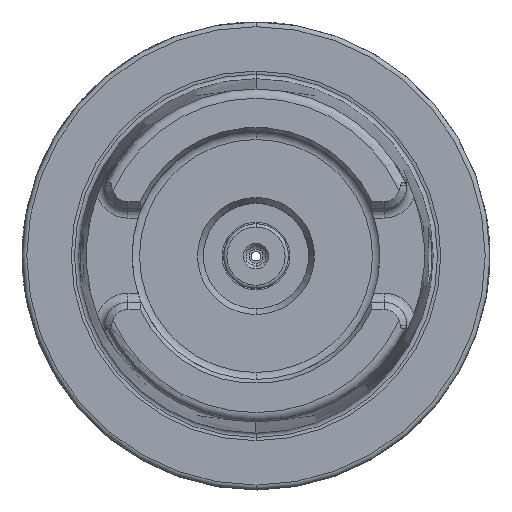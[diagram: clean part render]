
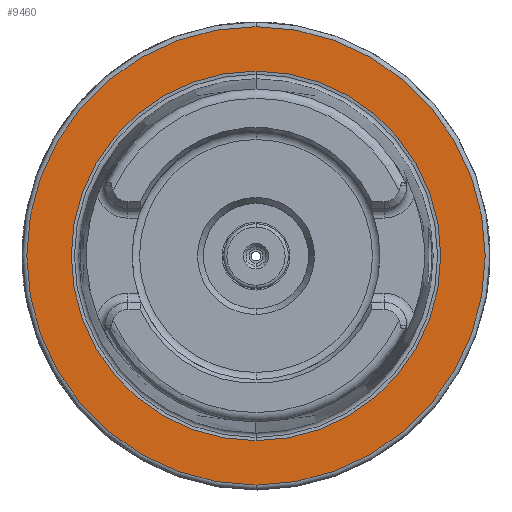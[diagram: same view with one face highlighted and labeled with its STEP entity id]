
A CAD part, top view. The second image highlights one B-rep face of the part: STEP entity #9460.
In plain terms, the highlighted planar face has unit normal (0, 0, 1).
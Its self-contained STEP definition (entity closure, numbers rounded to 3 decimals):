
#2294=CARTESIAN_POINT('',(0,0,29));
#2295=DIRECTION('',(0,0,1));
#2296=DIRECTION('',(0,1,0));
#2297=AXIS2_PLACEMENT_3D('',#2294,#2295,#2296);
#2299=CARTESIAN_POINT('',(0,0,29));
#2300=DIRECTION('',(0,0,-1));
#2301=DIRECTION('',(0,1,0));
#2302=AXIS2_PLACEMENT_3D('',#2299,#2300,#2301);
#2304=CARTESIAN_POINT('',(0,0,29));
#2305=DIRECTION('',(0,0,1));
#2306=DIRECTION('',(0,1,0));
#2307=AXIS2_PLACEMENT_3D('',#2304,#2305,#2306);
#2309=CARTESIAN_POINT('',(0,0,29));
#2310=DIRECTION('',(0,0,1));
#2311=DIRECTION('',(0,-1,0));
#2312=AXIS2_PLACEMENT_3D('',#2309,#2310,#2311);
#5737=CARTESIAN_POINT('',(0,39.499,29));
#5739=VERTEX_POINT('',#5737);
#5773=CARTESIAN_POINT('',(0,-39.499,29));
#5775=VERTEX_POINT('',#5773);
#5785=CARTESIAN_POINT('',(0,49,29));
#5786=CARTESIAN_POINT('',(0.,-49,29));
#5787=VERTEX_POINT('',#5785);
#5788=VERTEX_POINT('',#5786);
#9445=CARTESIAN_POINT('',(0,0,29));
#9446=DIRECTION('',(0,0,-1));
#9447=DIRECTION('',(0,-1,0));
#9448=AXIS2_PLACEMENT_3D('',#9445,#9446,#9447);
#9449=PLANE('',#9448);
#9451=ORIENTED_EDGE('',*,*,#9450,.F.);
#9453=ORIENTED_EDGE('',*,*,#9452,.F.);
#9454=EDGE_LOOP('',(#9451,#9453));
#9455=FACE_OUTER_BOUND('',#9454,.F.);
#9456=ORIENTED_EDGE('',*,*,#9427,.T.);
#9457=ORIENTED_EDGE('',*,*,#9438,.F.);
#9458=EDGE_LOOP('',(#9456,#9457));
#9459=FACE_BOUND('',#9458,.F.);
#9460=ADVANCED_FACE('',(#9455,#9459),#9449,.F.);
#2298=CIRCLE('',#2297,39.499);
#2303=CIRCLE('',#2302,39.499);
#2308=CIRCLE('',#2307,49);
#2313=CIRCLE('',#2312,49);
#9427=EDGE_CURVE('',#5739,#5775,#2298,.T.);
#9438=EDGE_CURVE('',#5739,#5775,#2303,.T.);
#9450=EDGE_CURVE('',#5787,#5788,#2308,.T.);
#9452=EDGE_CURVE('',#5788,#5787,#2313,.T.);
